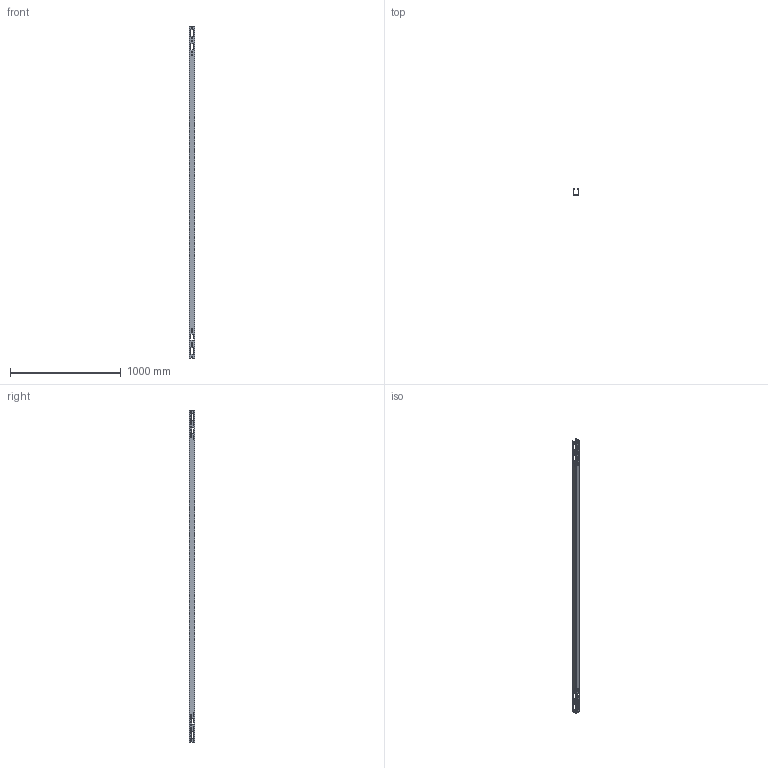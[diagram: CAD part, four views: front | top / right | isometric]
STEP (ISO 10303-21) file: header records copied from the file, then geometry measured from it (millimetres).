
FILE_DESCRIPTION((''),'2;1');
FILE_NAME('6075142','2014-04-28T',('AndreasKeweloh'),(''),'PRO/ENGINEER BY PARAMETRIC TECHNOLOGY CORPORATION, 2013410','PRO/ENGINEER BY PARAMETRIC TECHNOLOGY CORPORATION, 2013410','');
FILE_SCHEMA(('CONFIG_CONTROL_DESIGN'));
Length unit declared in the file: millimetre
Products named in the file (1): 6075142
Bounding box: 50 x 50 x 3000 mm (x, y, z)
Volume: 686312.8 mm3; surface area: 931342.1 mm2
Topology: 1 solids, 1 shells, 389 faces, 1129 edges, 742 vertices
Faces by surface type: cylinder 213, plane 176
Entity records: 13235 total; most frequent: DIRECTION 2333, CARTESIAN_POINT 2260, ORIENTED_EDGE 2258, EDGE_CURVE 1129, AXIS2_PLACEMENT_3D 815, VERTEX_POINT 742, VECTOR 703, LINE 703
